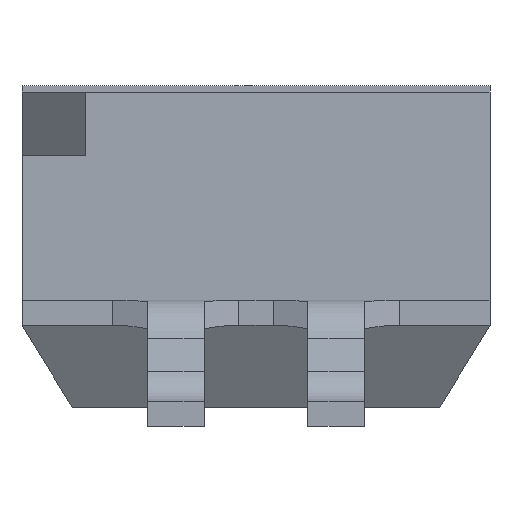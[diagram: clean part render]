
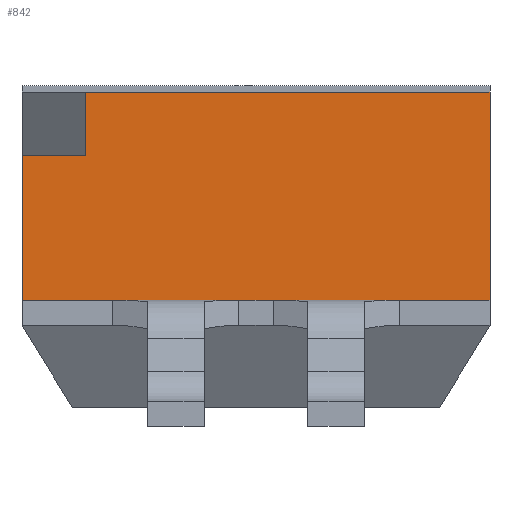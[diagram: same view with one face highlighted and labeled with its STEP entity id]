
A CAD part, front view. The second image highlights one B-rep face of the part: STEP entity #842.
In plain terms, the highlighted planar face has unit normal (0, -1, 0).
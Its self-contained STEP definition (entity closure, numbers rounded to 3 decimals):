
#842 = ADVANCED_FACE( '', ( #1599 ), #1600, .F. );
#1599 = FACE_OUTER_BOUND( '', #2330, .T. );
#1600 = PLANE( '', #2331 );
#2330 = EDGE_LOOP( '', ( #4443, #4444, #4445, #4446, #4447, #4448 ) );
#2331 = AXIS2_PLACEMENT_3D( '', #4449, #4450, #4451 );
#4443 = ORIENTED_EDGE( '', *, *, #5178, .F. );
#4444 = ORIENTED_EDGE( '', *, *, #5433, .F. );
#4445 = ORIENTED_EDGE( '', *, *, #5474, .F. );
#4446 = ORIENTED_EDGE( '', *, *, #5317, .T. );
#4447 = ORIENTED_EDGE( '', *, *, #4929, .T. );
#4448 = ORIENTED_EDGE( '', *, *, #5115, .F. );
#4449 = CARTESIAN_POINT( '', ( -1.855, -2.9, 1.65 ) );
#4450 = DIRECTION( '', ( 0., 1., 0. ) );
#4451 = DIRECTION( '', ( -1., 0., 0. ) );
#4929 = EDGE_CURVE( '', #5964, #5966, #5968, .T. );
#5115 = EDGE_CURVE( '', #6248, #5966, #6250, .T. );
#5178 = EDGE_CURVE( '', #6348, #6248, #6350, .T. );
#5317 = EDGE_CURVE( '', #6535, #5964, #6536, .T. );
#5433 = EDGE_CURVE( '', #6673, #6348, #6675, .T. );
#5474 = EDGE_CURVE( '', #6535, #6673, #6718, .T. );
#5964 = VERTEX_POINT( '', #7465 );
#5966 = VERTEX_POINT( '', #7468 );
#5968 = LINE( '', #7471, #7472 );
#6248 = VERTEX_POINT( '', #7997 );
#6250 = LINE( '', #8000, #8001 );
#6348 = VERTEX_POINT( '', #8161 );
#6350 = LINE( '', #8164, #8165 );
#6535 = VERTEX_POINT( '', #8469 );
#6536 = LINE( '', #8470, #8471 );
#6673 = VERTEX_POINT( '', #8679 );
#6675 = LINE( '', #8682, #8683 );
#6718 = LINE( '', #8749, #8750 );
#7465 = CARTESIAN_POINT( '', ( -1.855, -2.9, 0. ) );
#7468 = CARTESIAN_POINT( '', ( 1.855, -2.9, 0. ) );
#7471 = CARTESIAN_POINT( '', ( -1.855, -2.9, 0. ) );
#7472 = VECTOR( '', #9051, 1000. );
#7997 = CARTESIAN_POINT( '', ( 1.855, -2.9, 1.65 ) );
#8000 = CARTESIAN_POINT( '', ( 1.855, -2.9, 1.65 ) );
#8001 = VECTOR( '', #9203, 1000. );
#8161 = CARTESIAN_POINT( '', ( -1.355, -2.9, 1.65 ) );
#8164 = CARTESIAN_POINT( '', ( -1.855, -2.9, 1.65 ) );
#8165 = VECTOR( '', #9266, 1000. );
#8469 = CARTESIAN_POINT( '', ( -1.855, -2.9, 1.15 ) );
#8470 = CARTESIAN_POINT( '', ( -1.855, -2.9, 1.65 ) );
#8471 = VECTOR( '', #9379, 1000. );
#8679 = CARTESIAN_POINT( '', ( -1.355, -2.9, 1.15 ) );
#8682 = CARTESIAN_POINT( '', ( -1.355, -2.9, 1.15 ) );
#8683 = VECTOR( '', #9449, 1000. );
#8749 = CARTESIAN_POINT( '', ( -1.855, -2.9, 1.15 ) );
#8750 = VECTOR( '', #9467, 1000. );
#9051 = DIRECTION( '', ( 1., 0., 0. ) );
#9203 = DIRECTION( '', ( 0., 0., -1. ) );
#9266 = DIRECTION( '', ( 1., 0., 0. ) );
#9379 = DIRECTION( '', ( 0., 0., -1. ) );
#9449 = DIRECTION( '', ( 0., 0., 1. ) );
#9467 = DIRECTION( '', ( 1., 0., 0. ) );
